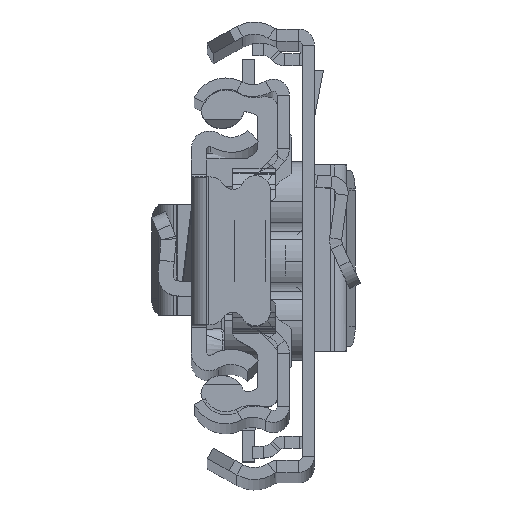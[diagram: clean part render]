
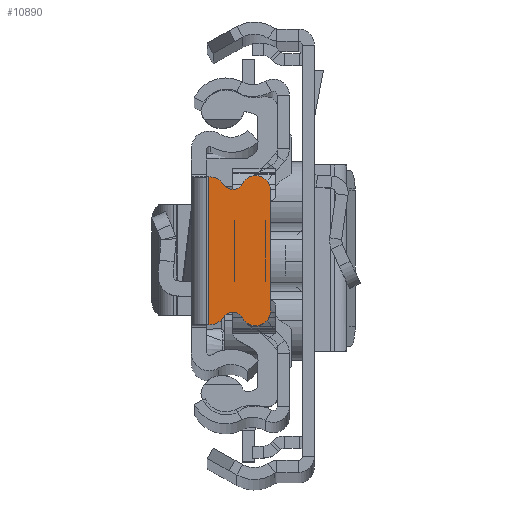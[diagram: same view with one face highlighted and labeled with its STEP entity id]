
A CAD part, top view. The second image highlights one B-rep face of the part: STEP entity #10890.
In plain terms, the highlighted planar face has unit normal (0, 0, 1).
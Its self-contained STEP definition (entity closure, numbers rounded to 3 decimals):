
#177 = CARTESIAN_POINT ( 'NONE',  ( -7.929, -6., 0. ) ) ;
#728 = DIRECTION ( 'NONE',  ( 0., 0., 1. ) ) ;
#1228 = CARTESIAN_POINT ( 'NONE',  ( -3.206, -6.658, 0. ) ) ;
#1269 = DIRECTION ( 'NONE',  ( 0., 0., 1. ) ) ;
#1542 = LINE ( 'NONE', #23549, #16194 ) ;
#2143 = CARTESIAN_POINT ( 'NONE',  ( -1.929, 7.37, 0. ) ) ;
#2204 = ORIENTED_EDGE ( 'NONE', *, *, #18795, .T. ) ;
#2230 = ORIENTED_EDGE ( 'NONE', *, *, #3408, .T. ) ;
#2273 = DIRECTION ( 'NONE',  ( 0., -1., 0. ) ) ;
#2964 = EDGE_CURVE ( 'NONE', #18468, #24660, #11303, .T. ) ;
#3070 = DIRECTION ( 'NONE',  ( 1., 0., 0. ) ) ;
#3160 = CARTESIAN_POINT ( 'NONE',  ( -3.206, 6.658, 0. ) ) ;
#3408 = EDGE_CURVE ( 'NONE', #19385, #18468, #6586, .T. ) ;
#3898 = VERTEX_POINT ( 'NONE', #177 ) ;
#3926 = AXIS2_PLACEMENT_3D ( 'NONE', #10370, #14490, #6105 ) ;
#4163 = CARTESIAN_POINT ( 'NONE',  ( -1.929, 7.37, 0. ) ) ;
#4502 = AXIS2_PLACEMENT_3D ( 'NONE', #18855, #6853, #16986 ) ;
#4569 = ORIENTED_EDGE ( 'NONE', *, *, #22560, .F. ) ;
#4756 = VERTEX_POINT ( 'NONE', #13141 ) ;
#5034 = VECTOR ( 'NONE', #23416, 1000. ) ;
#5758 = AXIS2_PLACEMENT_3D ( 'NONE', #5953, #14334, #14081 ) ;
#5953 = CARTESIAN_POINT ( 'NONE',  ( -4.142, 7.236, 0. ) ) ;
#6105 = DIRECTION ( 'NONE',  ( -1., 0., 0. ) ) ;
#6586 = CIRCLE ( 'NONE', #4502, 1.5 ) ;
#6853 = DIRECTION ( 'NONE',  ( 0., 0., 1. ) ) ;
#7456 = CARTESIAN_POINT ( 'NONE',  ( -1.75, 7.37, 0. ) ) ;
#7749 = EDGE_CURVE ( 'NONE', #21857, #17962, #25249, .T. ) ;
#8317 = ORIENTED_EDGE ( 'NONE', *, *, #7749, .T. ) ;
#8866 = DIRECTION ( 'NONE',  ( -1., 0., 0. ) ) ;
#9470 = DIRECTION ( 'NONE',  ( 0., 0., 1. ) ) ;
#10150 = DIRECTION ( 'NONE',  ( 1., 0., 0. ) ) ;
#10262 = CARTESIAN_POINT ( 'NONE',  ( -7.929, 6., 0. ) ) ;
#10370 = CARTESIAN_POINT ( 'NONE',  ( -4.142, -7.236, 0. ) ) ;
#10404 = LINE ( 'NONE', #2143, #26278 ) ;
#10468 = EDGE_CURVE ( 'NONE', #24660, #13704, #23237, .T. ) ;
#10842 = CIRCLE ( 'NONE', #19346, 1.5 ) ;
#10890 = ADVANCED_FACE ( 'NONE', ( #11606 ), #25605, .T. ) ;
#11155 = DIRECTION ( 'NONE',  ( 1., 0., 0. ) ) ;
#11303 = CIRCLE ( 'NONE', #5758, 1.1 ) ;
#11606 = FACE_OUTER_BOUND ( 'NONE', #14836, .T. ) ;
#12092 = EDGE_CURVE ( 'NONE', #3898, #4756, #10842, .T. ) ;
#12468 = CIRCLE ( 'NONE', #3926, 1.1 ) ;
#12841 = CARTESIAN_POINT ( 'NONE',  ( -6.429, -6., 0. ) ) ;
#13004 = AXIS2_PLACEMENT_3D ( 'NONE', #19001, #728, #8866 ) ;
#13141 = CARTESIAN_POINT ( 'NONE',  ( -5.109, -6.713, 0. ) ) ;
#13189 = ORIENTED_EDGE ( 'NONE', *, *, #12092, .T. ) ;
#13704 = VERTEX_POINT ( 'NONE', #10262 ) ;
#13792 = CARTESIAN_POINT ( 'NONE',  ( -1.929, -5.87, 0. ) ) ;
#13934 = ORIENTED_EDGE ( 'NONE', *, *, #10468, .T. ) ;
#14081 = DIRECTION ( 'NONE',  ( 1., 0., 0. ) ) ;
#14334 = DIRECTION ( 'NONE',  ( 0., 0., -1. ) ) ;
#14410 = LINE ( 'NONE', #22565, #19090 ) ;
#14490 = DIRECTION ( 'NONE',  ( 0., 0., -1. ) ) ;
#14836 = EDGE_LOOP ( 'NONE', ( #25817, #4569, #2230, #24687, #13934, #2204, #13189, #19080, #8317, #22637 ) ) ;
#14840 = DIRECTION ( 'NONE',  ( 0., 0., 1. ) ) ;
#14995 = CARTESIAN_POINT ( 'NONE',  ( -1.75, -7.37, 0. ) ) ;
#15014 = AXIS2_PLACEMENT_3D ( 'NONE', #13792, #1269, #11155 ) ;
#16194 = VECTOR ( 'NONE', #19422, 1000. ) ;
#16518 = EDGE_CURVE ( 'NONE', #21441, #17962, #18891, .T. ) ;
#16986 = DIRECTION ( 'NONE',  ( -1., 0., 0. ) ) ;
#17962 = VERTEX_POINT ( 'NONE', #18466 ) ;
#18466 = CARTESIAN_POINT ( 'NONE',  ( -1.929, -7.37, 0. ) ) ;
#18468 = VERTEX_POINT ( 'NONE', #3160 ) ;
#18795 = EDGE_CURVE ( 'NONE', #13704, #3898, #1542, .T. ) ;
#18855 = CARTESIAN_POINT ( 'NONE',  ( -1.929, 5.87, 0. ) ) ;
#18891 = LINE ( 'NONE', #23538, #5034 ) ;
#19001 = CARTESIAN_POINT ( 'NONE',  ( -6.429, 6., 0. ) ) ;
#19080 = ORIENTED_EDGE ( 'NONE', *, *, #19802, .T. ) ;
#19090 = VECTOR ( 'NONE', #2273, 1000. ) ;
#19346 = AXIS2_PLACEMENT_3D ( 'NONE', #12841, #14840, #3070 ) ;
#19385 = VERTEX_POINT ( 'NONE', #4163 ) ;
#19422 = DIRECTION ( 'NONE',  ( 0., -1., 0. ) ) ;
#19802 = EDGE_CURVE ( 'NONE', #4756, #21857, #12468, .T. ) ;
#21441 = VERTEX_POINT ( 'NONE', #14995 ) ;
#21857 = VERTEX_POINT ( 'NONE', #1228 ) ;
#22560 = EDGE_CURVE ( 'NONE', #19385, #22844, #10404, .T. ) ;
#22565 = CARTESIAN_POINT ( 'NONE',  ( -1.75, 0., 0. ) ) ;
#22637 = ORIENTED_EDGE ( 'NONE', *, *, #16518, .F. ) ;
#22844 = VERTEX_POINT ( 'NONE', #7456 ) ;
#23237 = CIRCLE ( 'NONE', #13004, 1.5 ) ;
#23416 = DIRECTION ( 'NONE',  ( -1., 0., 0. ) ) ;
#23520 = EDGE_CURVE ( 'NONE', #22844, #21441, #14410, .T. ) ;
#23538 = CARTESIAN_POINT ( 'NONE',  ( -1.929, -7.37, 0. ) ) ;
#23549 = CARTESIAN_POINT ( 'NONE',  ( -7.929, -6., 0. ) ) ;
#23885 = DIRECTION ( 'NONE',  ( 1., 0., 0. ) ) ;
#24660 = VERTEX_POINT ( 'NONE', #25920 ) ;
#24687 = ORIENTED_EDGE ( 'NONE', *, *, #2964, .T. ) ;
#24956 = AXIS2_PLACEMENT_3D ( 'NONE', #25350, #9470, #23885 ) ;
#25249 = CIRCLE ( 'NONE', #15014, 1.5 ) ;
#25350 = CARTESIAN_POINT ( 'NONE',  ( 594.071, 0., 0. ) ) ;
#25605 = PLANE ( 'NONE',  #24956 ) ;
#25817 = ORIENTED_EDGE ( 'NONE', *, *, #23520, .F. ) ;
#25920 = CARTESIAN_POINT ( 'NONE',  ( -5.109, 6.713, 0. ) ) ;
#26278 = VECTOR ( 'NONE', #10150, 1000. ) ;
